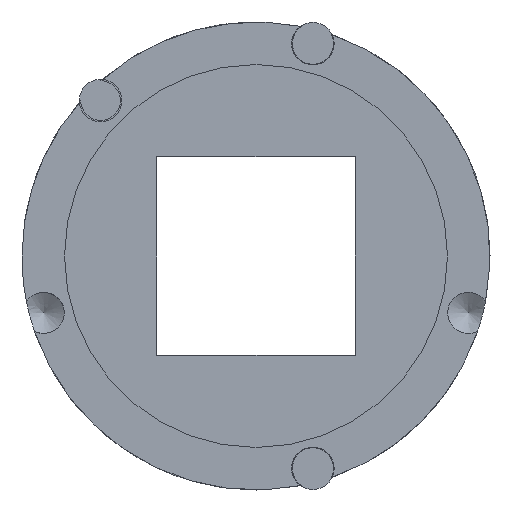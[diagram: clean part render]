
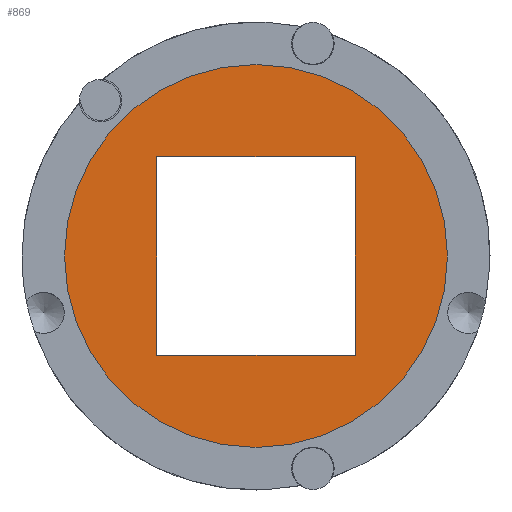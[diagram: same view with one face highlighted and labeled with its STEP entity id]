
A CAD part, left-side view. The second image highlights one B-rep face of the part: STEP entity #869.
In plain terms, the highlighted planar face has unit normal (-1, 0, 0).
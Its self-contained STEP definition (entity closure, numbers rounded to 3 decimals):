
#112=CARTESIAN_POINT('',(-3.,7.,7.));
#113=VERTEX_POINT('',#112);
#114=CARTESIAN_POINT('',(-3.,-7.,7.));
#115=VERTEX_POINT('',#114);
#116=CARTESIAN_POINT('',(-3.,7.,7.));
#117=DIRECTION('',(0.0,-1.0,0.0));
#118=VECTOR('',#117,14.);
#119=LINE('',#116,#118);
#120=EDGE_CURVE('',#113,#115,#119,.T.);
#152=CARTESIAN_POINT('',(-3.,-7.,-7.));
#153=VERTEX_POINT('',#152);
#154=CARTESIAN_POINT('',(-3.,-7.,7.));
#155=DIRECTION('',(0.0,0.0,-1.0));
#156=VECTOR('',#155,14.);
#157=LINE('',#154,#156);
#158=EDGE_CURVE('',#115,#153,#157,.T.);
#183=CARTESIAN_POINT('',(-3.,7.,-7.));
#184=VERTEX_POINT('',#183);
#185=CARTESIAN_POINT('',(-3.,-7.,-7.));
#186=DIRECTION('',(0.0,1.0,0.0));
#187=VECTOR('',#186,14.);
#188=LINE('',#185,#187);
#189=EDGE_CURVE('',#153,#184,#188,.T.);
#214=CARTESIAN_POINT('',(-3.,7.,-7.));
#215=DIRECTION('',(0.0,0.0,1.0));
#216=VECTOR('',#215,14.);
#217=LINE('',#214,#216);
#218=EDGE_CURVE('',#184,#113,#217,.T.);
#847=CARTESIAN_POINT('',(-3.,6.75,0.0));
#848=DIRECTION('',(-1.0,0.0,0.0));
#849=DIRECTION('',(0.0,0.0,1.0));
#850=AXIS2_PLACEMENT_3D('',#847,#848,#849);
#851=PLANE('',#850);
#852=CARTESIAN_POINT('',(-3.,13.5,0.0));
#853=VERTEX_POINT('',#852);
#854=CARTESIAN_POINT('',(-3.,0.0,0.0));
#855=DIRECTION('',(1.0,0.0,0.0));
#856=DIRECTION('',(0.0,1.0,0.0));
#857=AXIS2_PLACEMENT_3D('',#854,#855,#856);
#858=CIRCLE('',#857,13.5);
#859=EDGE_CURVE('',#853,#853,#858,.T.);
#860=ORIENTED_EDGE('',*,*,#859,.F.);
#861=EDGE_LOOP('',(#860));
#862=FACE_OUTER_BOUND('',#861,.T.);
#863=ORIENTED_EDGE('',*,*,#189,.T.);
#864=ORIENTED_EDGE('',*,*,#218,.T.);
#865=ORIENTED_EDGE('',*,*,#120,.T.);
#866=ORIENTED_EDGE('',*,*,#158,.T.);
#867=EDGE_LOOP('',(#863,#864,#865,#866));
#868=FACE_BOUND('',#867,.T.);
#869=ADVANCED_FACE('',(#862,#868),#851,.T.);
